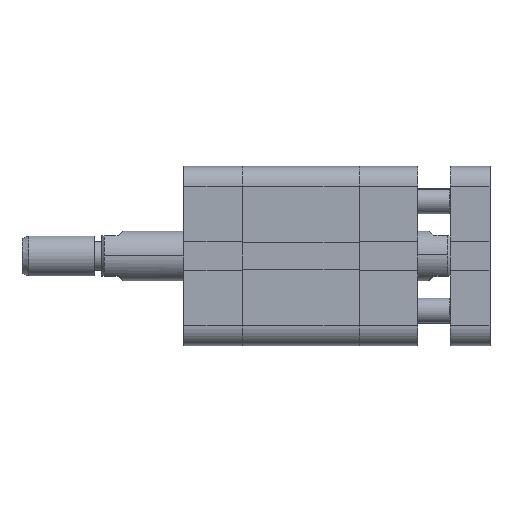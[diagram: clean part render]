
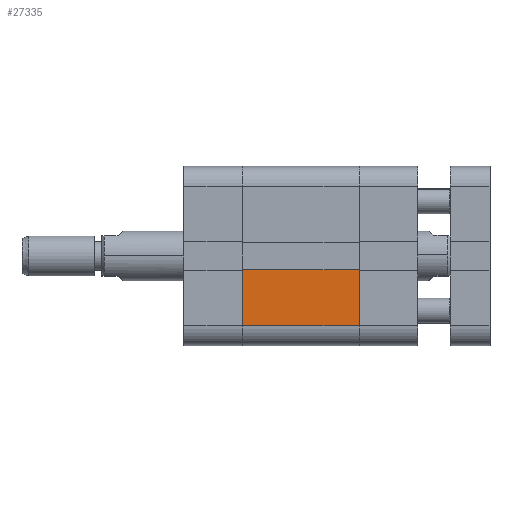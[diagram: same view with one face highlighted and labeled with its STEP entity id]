
A CAD part, front view. The second image highlights one B-rep face of the part: STEP entity #27335.
In plain terms, the highlighted planar face has unit normal (0, -1, 0).
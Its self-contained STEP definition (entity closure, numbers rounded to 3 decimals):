
#854 = VECTOR ( 'NONE', #15296, 1000. ) ;
#967 = EDGE_CURVE ( 'NONE', #20873, #20389, #21423, .T. ) ;
#1865 = ORIENTED_EDGE ( 'NONE', *, *, #12500, .F. ) ;
#2271 = VECTOR ( 'NONE', #23032, 1000. ) ;
#2354 = CARTESIAN_POINT ( 'NONE',  ( 0., -18., -2.8 ) ) ;
#3070 = CARTESIAN_POINT ( 'NONE',  ( 23.501, -18., -2.8 ) ) ;
#3784 = VECTOR ( 'NONE', #13989, 1000. ) ;
#4123 = CARTESIAN_POINT ( 'NONE',  ( 23.5, -18., -2.8 ) ) ;
#4194 = CARTESIAN_POINT ( 'NONE',  ( 23.5, -18., -18. ) ) ;
#4676 = CARTESIAN_POINT ( 'NONE',  ( 23.5, -18., -14. ) ) ;
#7854 = EDGE_LOOP ( 'NONE', ( #27714, #17320, #29752, #1865 ) ) ;
#8151 = DIRECTION ( 'NONE',  ( 0., 0., 1. ) ) ;
#8186 = CARTESIAN_POINT ( 'NONE',  ( 23.5, -18., -14. ) ) ;
#8192 = EDGE_CURVE ( 'NONE', #12745, #20873, #29265, .T. ) ;
#8285 = VERTEX_POINT ( 'NONE', #8186 ) ;
#8936 = LINE ( 'NONE', #4194, #2271 ) ;
#10286 = FACE_OUTER_BOUND ( 'NONE', #7854, .T. ) ;
#12500 = EDGE_CURVE ( 'NONE', #12745, #8285, #8936, .T. ) ;
#12745 = VERTEX_POINT ( 'NONE', #4123 ) ;
#13989 = DIRECTION ( 'NONE',  ( 1., 0., 0. ) ) ;
#15296 = DIRECTION ( 'NONE',  ( -1., 0., 0. ) ) ;
#16692 = CARTESIAN_POINT ( 'NONE',  ( 0., -18., -18. ) ) ;
#17320 = ORIENTED_EDGE ( 'NONE', *, *, #967, .T. ) ;
#19175 = CARTESIAN_POINT ( 'NONE',  ( 0., -18., -14. ) ) ;
#19784 = CARTESIAN_POINT ( 'NONE',  ( 23.5, -18., -18. ) ) ;
#20389 = VERTEX_POINT ( 'NONE', #19175 ) ;
#20873 = VERTEX_POINT ( 'NONE', #2354 ) ;
#20998 = EDGE_CURVE ( 'NONE', #20389, #8285, #27948, .T. ) ;
#21423 = LINE ( 'NONE', #16692, #29947 ) ;
#22228 = DIRECTION ( 'NONE',  ( 0., 1., 0. ) ) ;
#23032 = DIRECTION ( 'NONE',  ( 0., 0., -1. ) ) ;
#24056 = DIRECTION ( 'NONE',  ( 0., 0., -1. ) ) ;
#27335 = ADVANCED_FACE ( 'NONE', ( #10286 ), #28838, .F. ) ;
#27714 = ORIENTED_EDGE ( 'NONE', *, *, #8192, .T. ) ;
#27948 = LINE ( 'NONE', #4676, #3784 ) ;
#28471 = AXIS2_PLACEMENT_3D ( 'NONE', #19784, #22228, #8151 ) ;
#28838 = PLANE ( 'NONE',  #28471 ) ;
#29265 = LINE ( 'NONE', #3070, #854 ) ;
#29752 = ORIENTED_EDGE ( 'NONE', *, *, #20998, .T. ) ;
#29947 = VECTOR ( 'NONE', #24056, 1000. ) ;
